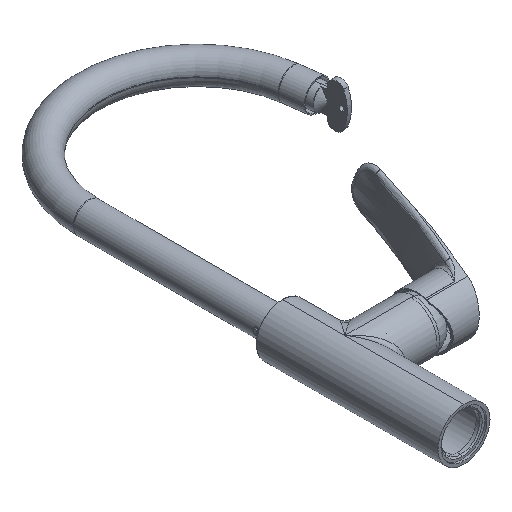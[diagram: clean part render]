
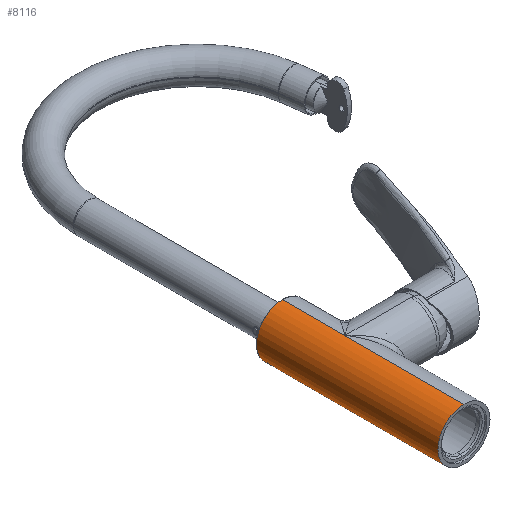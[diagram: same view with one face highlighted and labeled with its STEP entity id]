
A CAD part, isometric view. The second image highlights one B-rep face of the part: STEP entity #8116.
In plain terms, the highlighted cylindrical face has radius 20.75 mm (diameter 41.5 mm), a partial arc.
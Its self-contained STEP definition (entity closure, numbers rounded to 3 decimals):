
#94 = CARTESIAN_POINT ( 'NONE',  ( -7.328, 1.023, -20.741 ) ) ;
#163 = CYLINDRICAL_SURFACE ( 'NONE', #921, 20.75 ) ;
#584 = DIRECTION ( 'NONE',  ( 0., 1., 0. ) ) ;
#643 = DIRECTION ( 'NONE',  ( 0., -1., 0. ) ) ;
#921 = AXIS2_PLACEMENT_3D ( 'NONE', #8346, #1526, #11204 ) ;
#1195 = CARTESIAN_POINT ( 'NONE',  ( -14.176, 7.634, -19.342 ) ) ;
#1318 = CARTESIAN_POINT ( 'NONE',  ( -13.563, 6.486, -19.569 ) ) ;
#1351 = EDGE_CURVE ( 'NONE', #8911, #7533, #2898, .T. ) ;
#1375 = DIRECTION ( 'NONE',  ( 0., 1., 0. ) ) ;
#1381 = CARTESIAN_POINT ( 'NONE',  ( -17.915, 18.681, -17.433 ) ) ;
#1526 = DIRECTION ( 'NONE',  ( 0., 1., 0. ) ) ;
#2395 =( BOUNDED_CURVE ( )  B_SPLINE_CURVE ( 3, ( #3945, #8304, #2607, #13905 ),
 .UNSPECIFIED., .F., .F. ) 
 B_SPLINE_CURVE_WITH_KNOTS ( ( 4, 4 ),
 ( 3.142, 4.024 ),
 .UNSPECIFIED. ) 
 CURVE ( )  GEOMETRIC_REPRESENTATION_ITEM ( )  RATIONAL_B_SPLINE_CURVE ( ( 1., 0.936, 0.936, 1. ) ) 
 REPRESENTATION_ITEM ( '' )  );
#2607 = CARTESIAN_POINT ( 'NONE',  ( -18.671, 58.64, -18.056 ) ) ;
#2621 = CARTESIAN_POINT ( 'NONE',  ( -10.802, 2.846, -20.333 ) ) ;
#2649 = VERTEX_POINT ( 'NONE', #8051 ) ;
#2688 = CARTESIAN_POINT ( 'NONE',  ( -16.926, 14.894, -18.035 ) ) ;
#2811 = CARTESIAN_POINT ( 'NONE',  ( -19.226, 25.049, -16.517 ) ) ;
#2871 = CARTESIAN_POINT ( 'NONE',  ( -10.555, 2.622, -20.382 ) ) ;
#2898 = B_SPLINE_CURVE_WITH_KNOTS ( 'NONE', 3,
 ( #13918, #13976, #94, #9716, #5431, #6948, #7015, #2871, #2621, #12391, #4254, #11050, #14046, #12563, #1318, #1195, #12499, #8317, #16740, #15456, #2688, #8377, #1381, #12447, #2811, #15207, #4073, #5498, #15262, #4193, #16862, #5621 ),
 .UNSPECIFIED., .F., .F.,
 ( 4, 2, 2, 2, 2, 2, 2, 2, 2, 2, 2, 2, 2, 2, 2, 4 ),
 ( 0.063, 0.064, 0.065, 0.067, 0.068, 0.069, 0.071, 0.073, 0.075, 0.079, 0.083, 0.087, 0.094, 0.102, 0.11, 0.126 ),
 .UNSPECIFIED. ) ;
#3244 = VECTOR ( 'NONE', #1375, 1000. ) ;
#3267 = EDGE_CURVE ( 'NONE', #2649, #8911, #11895, .T. ) ;
#3322 = DIRECTION ( 'NONE',  ( 0., 1., 0. ) ) ;
#3460 = AXIS2_PLACEMENT_3D ( 'NONE', #17403, #584, #16195 ) ;
#3945 = CARTESIAN_POINT ( 'NONE',  ( -6.657, 58.583, -20.75 ) ) ;
#4052 = CARTESIAN_POINT ( 'NONE',  ( -6.657, 63.304, 20.75 ) ) ;
#4073 = CARTESIAN_POINT ( 'NONE',  ( -20.387, 32.759, -15.563 ) ) ;
#4193 = CARTESIAN_POINT ( 'NONE',  ( -21.994, 48.304, -13.993 ) ) ;
#4254 = CARTESIAN_POINT ( 'NONE',  ( -11.491, 3.549, -20.18 ) ) ;
#4932 = DIRECTION ( 'NONE',  ( 0., 0., 1. ) ) ;
#5431 = CARTESIAN_POINT ( 'NONE',  ( -8.297, 1.26, -20.687 ) ) ;
#5452 = EDGE_CURVE ( 'NONE', #13743, #8338, #10570, .T. ) ;
#5498 = CARTESIAN_POINT ( 'NONE',  ( -21.003, 37.926, -14.997 ) ) ;
#5621 = CARTESIAN_POINT ( 'NONE',  ( -22.68, 58.742, -13.184 ) ) ;
#5793 = CARTESIAN_POINT ( 'NONE',  ( -6.657, -81.496, 20.75 ) ) ;
#5970 = VERTEX_POINT ( 'NONE', #8180 ) ;
#6561 = VERTEX_POINT ( 'NONE', #15576 ) ;
#6894 = CARTESIAN_POINT ( 'NONE',  ( -6.657, -41.497, -20.75 ) ) ;
#6948 = CARTESIAN_POINT ( 'NONE',  ( -9.225, 1.646, -20.599 ) ) ;
#6983 = CIRCLE ( 'NONE', #12160, 20.75 ) ;
#7015 = CARTESIAN_POINT ( 'NONE',  ( -9.783, 2., -20.519 ) ) ;
#7286 = EDGE_CURVE ( 'NONE', #12157, #5970, #6983, .T. ) ;
#7533 = VERTEX_POINT ( 'NONE', #12946 ) ;
#7621 = LINE ( 'NONE', #8192, #3244 ) ;
#8051 = CARTESIAN_POINT ( 'NONE',  ( -6.657, -81.496, -20.75 ) ) ;
#8116 = ADVANCED_FACE ( 'NONE', ( #10462 ), #163, .T. ) ;
#8180 = CARTESIAN_POINT ( 'NONE',  ( -6.657, 63.304, -20.75 ) ) ;
#8192 = CARTESIAN_POINT ( 'NONE',  ( -6.657, -41.497, -20.75 ) ) ;
#8304 = CARTESIAN_POINT ( 'NONE',  ( -12.966, 58.583, -20.75 ) ) ;
#8317 = CARTESIAN_POINT ( 'NONE',  ( -15.256, 9.987, -18.893 ) ) ;
#8338 = VERTEX_POINT ( 'NONE', #15707 ) ;
#8346 = CARTESIAN_POINT ( 'NONE',  ( -6.657, -41.497, 0. ) ) ;
#8377 = CARTESIAN_POINT ( 'NONE',  ( -17.608, 17.412, -17.629 ) ) ;
#8566 = ORIENTED_EDGE ( 'NONE', *, *, #7286, .T. ) ;
#8655 = CARTESIAN_POINT ( 'NONE',  ( -6.657, -41.497, 20.75 ) ) ;
#8911 = VERTEX_POINT ( 'NONE', #12442 ) ;
#8980 = EDGE_CURVE ( 'NONE', #6561, #5970, #7621, .T. ) ;
#9507 = ORIENTED_EDGE ( 'NONE', *, *, #5452, .T. ) ;
#9716 = CARTESIAN_POINT ( 'NONE',  ( -7.98, 1.16, -20.71 ) ) ;
#9842 = CIRCLE ( 'NONE', #3460, 20.75 ) ;
#10462 = FACE_OUTER_BOUND ( 'NONE', #13401, .T. ) ;
#10570 = LINE ( 'NONE', #8655, #17553 ) ;
#11050 = CARTESIAN_POINT ( 'NONE',  ( -12.127, 4.295, -20.02 ) ) ;
#11055 = DIRECTION ( 'NONE',  ( 0., 1., 0. ) ) ;
#11146 = ORIENTED_EDGE ( 'NONE', *, *, #8980, .F. ) ;
#11204 = DIRECTION ( 'NONE',  ( 0., 0., 1. ) ) ;
#11895 = LINE ( 'NONE', #6894, #12129 ) ;
#12029 = CARTESIAN_POINT ( 'NONE',  ( -6.657, 63.304, 0. ) ) ;
#12129 = VECTOR ( 'NONE', #11055, 1000. ) ;
#12157 = VERTEX_POINT ( 'NONE', #4052 ) ;
#12160 = AXIS2_PLACEMENT_3D ( 'NONE', #12029, #643, #4932 ) ;
#12391 = CARTESIAN_POINT ( 'NONE',  ( -11.269, 3.308, -20.232 ) ) ;
#12442 = CARTESIAN_POINT ( 'NONE',  ( -6.657, 0.986, -20.75 ) ) ;
#12447 = CARTESIAN_POINT ( 'NONE',  ( -18.761, 22.493, -16.867 ) ) ;
#12467 = ORIENTED_EDGE ( 'NONE', *, *, #12969, .T. ) ;
#12499 = CARTESIAN_POINT ( 'NONE',  ( -14.459, 8.217, -19.229 ) ) ;
#12563 = CARTESIAN_POINT ( 'NONE',  ( -13.232, 5.918, -19.684 ) ) ;
#12803 = ORIENTED_EDGE ( 'NONE', *, *, #3267, .F. ) ;
#12946 = CARTESIAN_POINT ( 'NONE',  ( -22.68, 58.742, -13.184 ) ) ;
#12969 = EDGE_CURVE ( 'NONE', #2649, #13743, #9842, .T. ) ;
#13401 = EDGE_LOOP ( 'NONE', ( #12803, #12467, #9507, #15449, #8566, #11146, #15577, #15547 ) ) ;
#13743 = VERTEX_POINT ( 'NONE', #5793 ) ;
#13905 = CARTESIAN_POINT ( 'NONE',  ( -22.68, 58.742, -13.184 ) ) ;
#13918 = CARTESIAN_POINT ( 'NONE',  ( -6.657, 0.986, -20.75 ) ) ;
#13976 = CARTESIAN_POINT ( 'NONE',  ( -6.99, 0.986, -20.75 ) ) ;
#14046 = CARTESIAN_POINT ( 'NONE',  ( -12.513, 4.822, -19.91 ) ) ;
#14835 = CARTESIAN_POINT ( 'NONE',  ( -6.657, -41.497, 20.75 ) ) ;
#15060 = EDGE_CURVE ( 'NONE', #8338, #12157, #15115, .T. ) ;
#15115 = LINE ( 'NONE', #14835, #17505 ) ;
#15207 = CARTESIAN_POINT ( 'NONE',  ( -20.04, 30.182, -15.865 ) ) ;
#15262 = CARTESIAN_POINT ( 'NONE',  ( -21.272, 40.517, -14.733 ) ) ;
#15449 = ORIENTED_EDGE ( 'NONE', *, *, #15060, .T. ) ;
#15456 = CARTESIAN_POINT ( 'NONE',  ( -16.553, 13.649, -18.244 ) ) ;
#15547 = ORIENTED_EDGE ( 'NONE', *, *, #1351, .F. ) ;
#15576 = CARTESIAN_POINT ( 'NONE',  ( -6.657, 58.583, -20.75 ) ) ;
#15577 = ORIENTED_EDGE ( 'NONE', *, *, #17264, .T. ) ;
#15707 = CARTESIAN_POINT ( 'NONE',  ( -6.657, 13.503, 20.75 ) ) ;
#16195 = DIRECTION ( 'NONE',  ( 0., 0., 1. ) ) ;
#16740 = CARTESIAN_POINT ( 'NONE',  ( -15.718, 11.195, -18.673 ) ) ;
#16862 = CARTESIAN_POINT ( 'NONE',  ( -22.366, 53.517, -13.565 ) ) ;
#17264 = EDGE_CURVE ( 'NONE', #6561, #7533, #2395, .T. ) ;
#17395 = DIRECTION ( 'NONE',  ( 0., 1., 0. ) ) ;
#17403 = CARTESIAN_POINT ( 'NONE',  ( -6.657, -81.496, 0. ) ) ;
#17505 = VECTOR ( 'NONE', #17395, 1000. ) ;
#17553 = VECTOR ( 'NONE', #3322, 1000. ) ;
